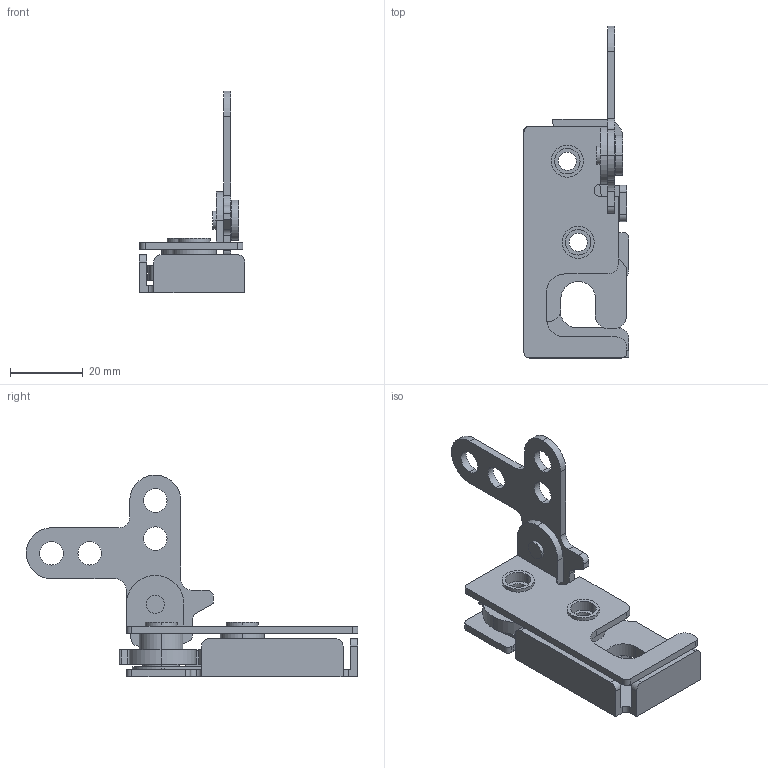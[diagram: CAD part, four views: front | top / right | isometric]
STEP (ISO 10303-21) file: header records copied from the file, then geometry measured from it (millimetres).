
FILE_DESCRIPTION (( 'STEP AP203' ), '1' );
FILE_NAME ('C-851-3-R.STEP', '2011-04-25T05:25:13', ( '13SW' ), ( 'タキゲン' ), 'SwSTEP 2.0', 'SolidWorks 2011', '' );
FILE_SCHEMA (( 'CONFIG_CONTROL_DESIGN' ));
Length unit declared in the file: millimetre
Products named in the file (5): C-851-3-R; C-851-3僉僢僋僾儗乕僩; C-851-3ストッパー; C-851-3フック; C-851-3僽儔働僢僩(R)
Assembly tree (4 placements, depth 2):
  C-851-3-R
    C-851-3僽儔働僢僩(R)
    C-851-3フック
    C-851-3僉僢僋僾儗乕僩
    C-851-3ストッパー
Bounding box: 29 x 91.2 x 55.5 mm (x, y, z)
Volume: 13895.1 mm3; surface area: 14969.5 mm2
Topology: 4 solids, 4 shells, 215 faces, 555 edges, 369 vertices
Faces by surface type: cylinder 116, plane 99
Entity records: 7200 total; most frequent: DIRECTION 1231, CARTESIAN_POINT 1146, ORIENTED_EDGE 1110, EDGE_CURVE 555, AXIS2_PLACEMENT_3D 454, VERTEX_POINT 369, LINE 323, VECTOR 323
